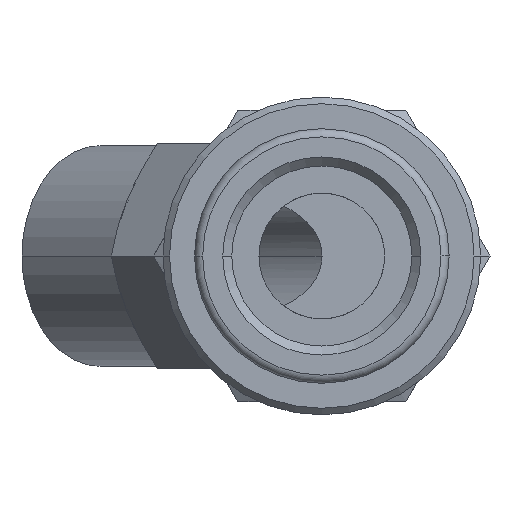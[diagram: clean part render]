
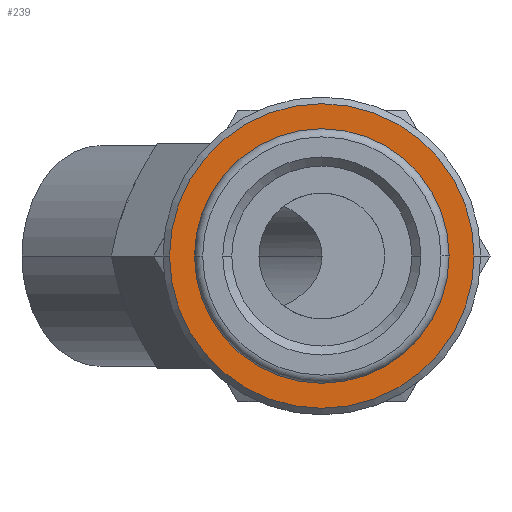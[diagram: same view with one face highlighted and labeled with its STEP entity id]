
A CAD part, front view. The second image highlights one B-rep face of the part: STEP entity #239.
In plain terms, the highlighted planar face has unit normal (0, -1, 0).
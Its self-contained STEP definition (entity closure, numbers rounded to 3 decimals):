
#239=ADVANCED_FACE('',(#502,#503),#504,.T.);
#502=FACE_BOUND('',#789,.T.);
#503=FACE_OUTER_BOUND('',#790,.T.);
#504=PLANE('',#791);
#789=EDGE_LOOP('',(#1395,#1396));
#790=EDGE_LOOP('',(#1397,#1398));
#791=AXIS2_PLACEMENT_3D('',#1399,#1400,#1401);
#1395=ORIENTED_EDGE('',*,*,#1821,.T.);
#1396=ORIENTED_EDGE('',*,*,#1888,.T.);
#1397=ORIENTED_EDGE('',*,*,#1734,.F.);
#1398=ORIENTED_EDGE('',*,*,#1724,.F.);
#1399=CARTESIAN_POINT('',(5.75,3.6,0.0));
#1400=DIRECTION('',(0.,-1.0,0.0));
#1401=DIRECTION('',(-1.0,0.,0.0));
#1724=EDGE_CURVE('',#2069,#2064,#2071,.T.);
#1734=EDGE_CURVE('',#2064,#2069,#2086,.T.);
#1821=EDGE_CURVE('',#2211,#2209,#2212,.T.);
#1888=EDGE_CURVE('',#2209,#2211,#2293,.T.);
#2064=VERTEX_POINT('',#2684);
#2069=VERTEX_POINT('',#2690);
#2071=CIRCLE('',#2693,11.5);
#2086=CIRCLE('',#2709,11.5);
#2209=VERTEX_POINT('',#2996);
#2211=VERTEX_POINT('',#2999);
#2212=CIRCLE('',#3000,9.0);
#2293=CIRCLE('',#3157,9.0);
#2684=CARTESIAN_POINT('',(11.5,3.6,0.0));
#2690=CARTESIAN_POINT('',(-11.5,3.6,0.));
#2693=AXIS2_PLACEMENT_3D('',#3410,#3411,#3412);
#2709=AXIS2_PLACEMENT_3D('',#3429,#3430,#3431);
#2996=CARTESIAN_POINT('',(9.0,3.6,0.));
#2999=CARTESIAN_POINT('',(-9.0,3.6,0.));
#3000=AXIS2_PLACEMENT_3D('',#3538,#3539,#3540);
#3157=AXIS2_PLACEMENT_3D('',#3616,#3617,#3618);
#3410=CARTESIAN_POINT('',(0.0,3.6,0.0));
#3411=DIRECTION('',(-0.0,1.0,0.0));
#3412=DIRECTION('',(1.0,0.0,0.0));
#3429=CARTESIAN_POINT('',(0.0,3.6,0.0));
#3430=DIRECTION('',(-0.0,1.0,0.0));
#3431=DIRECTION('',(1.0,0.0,0.0));
#3538=CARTESIAN_POINT('',(0.0,3.6,0.0));
#3539=DIRECTION('',(0.,1.0,0.0));
#3540=DIRECTION('',(1.0,0.,0.0));
#3616=CARTESIAN_POINT('',(0.0,3.6,0.0));
#3617=DIRECTION('',(0.,1.0,0.0));
#3618=DIRECTION('',(1.0,0.,0.0));
